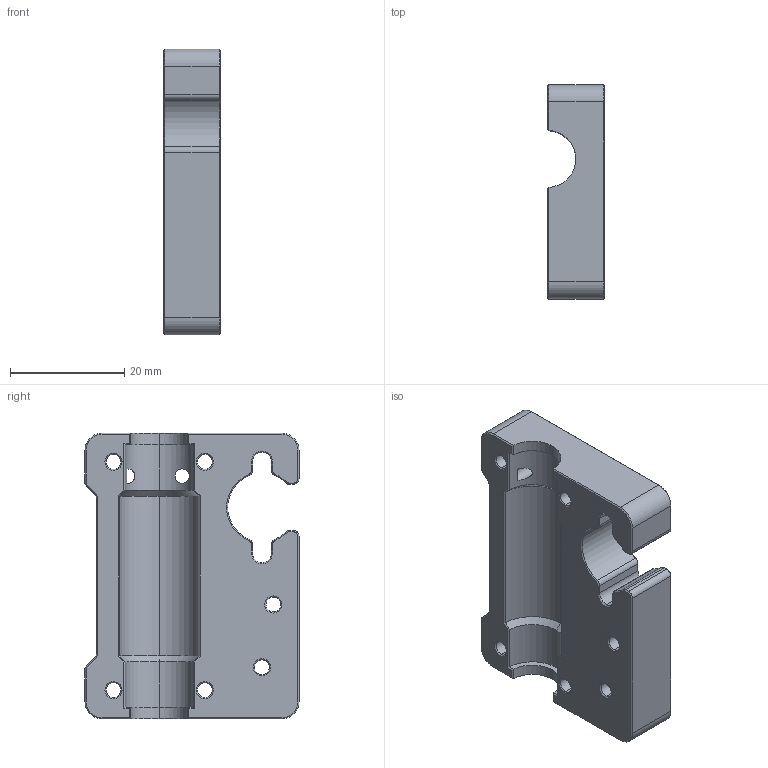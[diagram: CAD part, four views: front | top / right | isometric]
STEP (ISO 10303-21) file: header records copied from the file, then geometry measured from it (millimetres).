
FILE_DESCRIPTION (( 'STEP AP203' ), '1' );
FILE_NAME ('坋趼賑輸NEW_2.STEP', '2021-08-04T04:25:35', ( '' ), ( '' ), 'SwSTEP 2.0', 'SolidWorks 2018', '' );
FILE_SCHEMA (( 'CONFIG_CONTROL_DESIGN' ));
Length unit declared in the file: millimetre
Products named in the file (1): 坋趼賑輸NEW_2
Bounding box: 9.9 x 37.5 x 50 mm (x, y, z)
Volume: 12787.7 mm3; surface area: 6143.3 mm2
Topology: 1 solids, 1 shells, 194 faces, 481 edges, 289 vertices
Faces by surface type: cone 75, plane 67, cylinder 48, bspline 4
Entity records: 5889 total; most frequent: CARTESIAN_POINT 1145, DIRECTION 1002, ORIENTED_EDGE 962, EDGE_CURVE 481, AXIS2_PLACEMENT_3D 362, VERTEX_POINT 289, VECTOR 278, LINE 278
